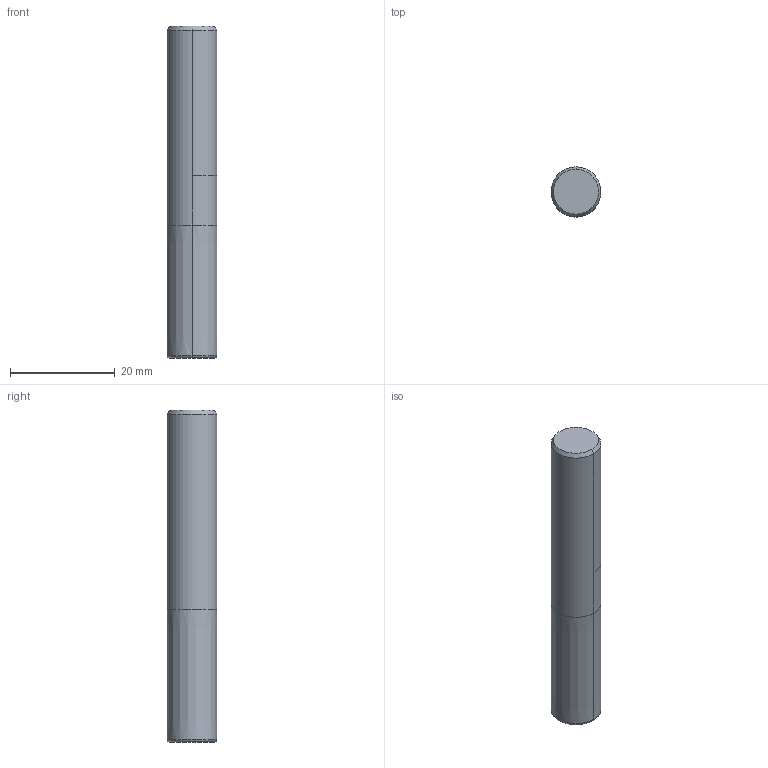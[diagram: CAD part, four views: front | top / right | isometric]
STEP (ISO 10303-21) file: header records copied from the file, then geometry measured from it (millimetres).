
FILE_DESCRIPTION(('no description'),'unknown implementation level');
FILE_NAME('solidkjvrug2nLaB1_tzeTXadwk4M_BA_1.STP',' ',('CIMSOURCE GmbH'),('CADClick - KiM GmbH - www.kimweb.de'),'unknown preprocess','ACIS','unknown authorization');
FILE_SCHEMA(('automotive_design'));
Length unit declared in the file: millimetre
Products named in the file (2): 1; 2
Bounding box: 9.53 x 9.53 x 63.5 mm (x, y, z)
Volume: 4517.8 mm3; surface area: 2167.8 mm2
Topology: 2 solids, 2 shells, 15 faces, 26 edges, 16 vertices
Faces by surface type: plane 5, cylinder 4, cone 4, torus 2
Entity records: 761 total; most frequent: DIRECTION 86, CARTESIAN_POINT 63, STYLED_ITEM 59, PRESENTATION_STYLE_ASSIGNMENT 59, COLOUR_RGB 59, ORIENTED_EDGE 52, AXIS2_PLACEMENT_3D 39, EDGE_CURVE 26
